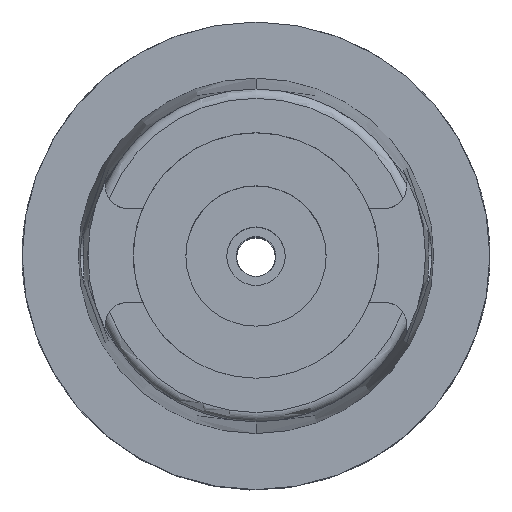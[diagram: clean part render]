
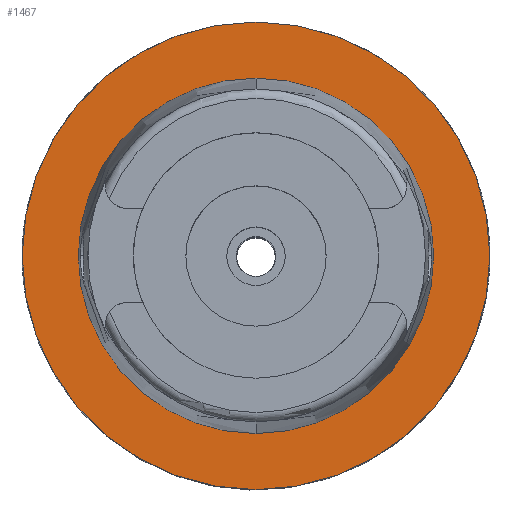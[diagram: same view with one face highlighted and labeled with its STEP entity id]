
A CAD part, top view. The second image highlights one B-rep face of the part: STEP entity #1467.
In plain terms, the highlighted planar face has unit normal (0, 0, 1).
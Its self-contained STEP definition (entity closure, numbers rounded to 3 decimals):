
#185 = VERTEX_POINT ( 'NONE', #1566 ) ;
#281 = AXIS2_PLACEMENT_3D ( 'NONE', #5198, #761, #2401 ) ;
#369 = CIRCLE ( 'NONE', #3373, 20. ) ;
#761 = DIRECTION ( 'NONE',  ( 0., 0., -1. ) ) ;
#1036 = FACE_OUTER_BOUND ( 'NONE', #1752, .T. ) ;
#1043 = CARTESIAN_POINT ( 'NONE',  ( 0., -20., 0. ) ) ;
#1089 = ORIENTED_EDGE ( 'NONE', *, *, #2970, .F. ) ;
#1104 = EDGE_CURVE ( 'NONE', #3012, #1871, #4883, .T. ) ;
#1159 = CARTESIAN_POINT ( 'NONE',  ( 0., 0., 0. ) ) ;
#1218 = VERTEX_POINT ( 'NONE', #2937 ) ;
#1302 = CIRCLE ( 'NONE', #4280, 15.2 ) ;
#1467 = ADVANCED_FACE ( 'NONE', ( #1036, #2643 ), #1914, .F. ) ;
#1538 = DIRECTION ( 'NONE',  ( 0., 0., -1. ) ) ;
#1558 = CARTESIAN_POINT ( 'NONE',  ( 0., 20., 0. ) ) ;
#1559 = EDGE_CURVE ( 'NONE', #1871, #3012, #369, .T. ) ;
#1566 = CARTESIAN_POINT ( 'NONE',  ( 0., 15.2, 0. ) ) ;
#1742 = ORIENTED_EDGE ( 'NONE', *, *, #4264, .F. ) ;
#1752 = EDGE_LOOP ( 'NONE', ( #3646, #2462 ) ) ;
#1871 = VERTEX_POINT ( 'NONE', #1558 ) ;
#1889 = DIRECTION ( 'NONE',  ( 0., -1., 0. ) ) ;
#1914 = PLANE ( 'NONE',  #3029 ) ;
#2047 = CARTESIAN_POINT ( 'NONE',  ( 0., 0., 0. ) ) ;
#2401 = DIRECTION ( 'NONE',  ( 0., -1., 0. ) ) ;
#2403 = DIRECTION ( 'NONE',  ( 0., 0., 1. ) ) ;
#2457 = DIRECTION ( 'NONE',  ( 0., 1., 0. ) ) ;
#2462 = ORIENTED_EDGE ( 'NONE', *, *, #1104, .F. ) ;
#2494 = EDGE_LOOP ( 'NONE', ( #1089, #1742 ) ) ;
#2615 = AXIS2_PLACEMENT_3D ( 'NONE', #2911, #2403, #2457 ) ;
#2643 = FACE_BOUND ( 'NONE', #2494, .T. ) ;
#2752 = DIRECTION ( 'NONE',  ( 0., 0., -1. ) ) ;
#2796 = DIRECTION ( 'NONE',  ( 0., -1., 0. ) ) ;
#2911 = CARTESIAN_POINT ( 'NONE',  ( 0., 0., 0. ) ) ;
#2937 = CARTESIAN_POINT ( 'NONE',  ( 0., -15.2, 0. ) ) ;
#2970 = EDGE_CURVE ( 'NONE', #185, #1218, #5162, .T. ) ;
#3012 = VERTEX_POINT ( 'NONE', #1043 ) ;
#3029 = AXIS2_PLACEMENT_3D ( 'NONE', #5165, #2752, #1889 ) ;
#3373 = AXIS2_PLACEMENT_3D ( 'NONE', #2047, #1538, #3626 ) ;
#3626 = DIRECTION ( 'NONE',  ( 0., 1., 0. ) ) ;
#3646 = ORIENTED_EDGE ( 'NONE', *, *, #1559, .F. ) ;
#4264 = EDGE_CURVE ( 'NONE', #1218, #185, #1302, .T. ) ;
#4280 = AXIS2_PLACEMENT_3D ( 'NONE', #1159, #4829, #2796 ) ;
#4829 = DIRECTION ( 'NONE',  ( 0., 0., 1. ) ) ;
#4883 = CIRCLE ( 'NONE', #281, 20. ) ;
#5162 = CIRCLE ( 'NONE', #2615, 15.2 ) ;
#5165 = CARTESIAN_POINT ( 'NONE',  ( 0., 0., 0. ) ) ;
#5198 = CARTESIAN_POINT ( 'NONE',  ( 0., 0., 0. ) ) ;
